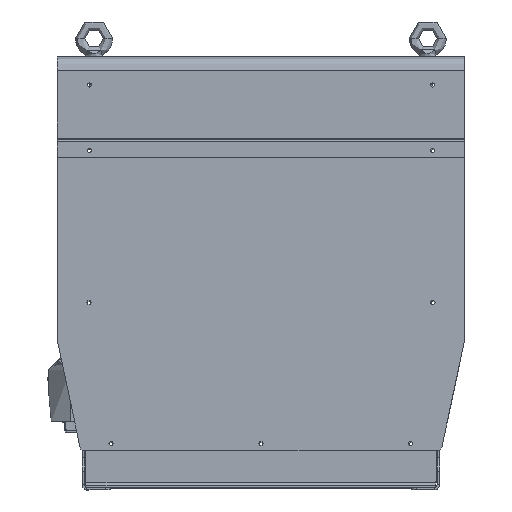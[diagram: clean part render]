
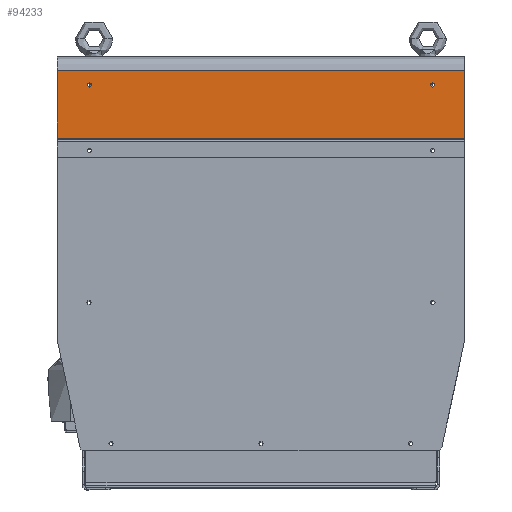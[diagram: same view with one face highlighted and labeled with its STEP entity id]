
A CAD part, top view. The second image highlights one B-rep face of the part: STEP entity #94233.
In plain terms, the highlighted planar face has unit normal (0, 0, 1).
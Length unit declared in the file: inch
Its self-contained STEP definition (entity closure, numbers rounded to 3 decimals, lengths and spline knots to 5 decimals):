
#1538 = CARTESIAN_POINT ( 'NONE',  ( -20.29695, 23.66359, 7.68237 ) ) ;
#1755 = VERTEX_POINT ( 'NONE', #1538 ) ;
#2481 = CARTESIAN_POINT ( 'NONE',  ( -0.24395, 22.8876, 7.68237 ) ) ;
#9741 = EDGE_LOOP ( 'NONE', ( #116811, #33414 ) ) ;
#9777 = FACE_BOUND ( 'NONE', #125218, .T. ) ;
#12847 = DIRECTION ( 'NONE',  ( 0., 1., 0. ) ) ;
#13648 = PLANE ( 'NONE',  #34545 ) ;
#14753 = AXIS2_PLACEMENT_3D ( 'NONE', #2481, #74840, #12847 ) ;
#15508 = LINE ( 'NONE', #27782, #122340 ) ;
#20881 = VERTEX_POINT ( 'NONE', #132747 ) ;
#24041 = DIRECTION ( 'NONE',  ( 0., 0., 1. ) ) ;
#24917 = CIRCLE ( 'NONE', #113672, 0.125 ) ;
#27316 = ORIENTED_EDGE ( 'NONE', *, *, #61835, .F. ) ;
#27398 = ORIENTED_EDGE ( 'NONE', *, *, #51925, .F. ) ;
#27782 = CARTESIAN_POINT ( 'NONE',  ( 1.45305, 20.03242, 7.68237 ) ) ;
#29204 = LINE ( 'NONE', #112067, #77812 ) ;
#31247 = ORIENTED_EDGE ( 'NONE', *, *, #46586, .T. ) ;
#33414 = ORIENTED_EDGE ( 'NONE', *, *, #113649, .F. ) ;
#34148 = VECTOR ( 'NONE', #109796, 39.37008 ) ;
#34545 = AXIS2_PLACEMENT_3D ( 'NONE', #43935, #24041, #96407 ) ;
#35414 = CARTESIAN_POINT ( 'NONE',  ( -0.24395, 22.8876, 7.68237 ) ) ;
#36853 = CARTESIAN_POINT ( 'NONE',  ( 1.45305, 23.66359, 7.68237 ) ) ;
#39425 = ORIENTED_EDGE ( 'NONE', *, *, #78554, .F. ) ;
#43935 = CARTESIAN_POINT ( 'NONE',  ( 1.45305, 43.89581, 7.68237 ) ) ;
#45818 = DIRECTION ( 'NONE',  ( 0., 1., 0. ) ) ;
#46586 = EDGE_CURVE ( 'NONE', #20881, #65379, #29204, .T. ) ;
#50221 = ORIENTED_EDGE ( 'NONE', *, *, #66463, .T. ) ;
#50315 = CARTESIAN_POINT ( 'NONE',  ( -18.59995, 22.8876, 7.68237 ) ) ;
#50332 = CARTESIAN_POINT ( 'NONE',  ( -0.24395, 23.0126, 7.68237 ) ) ;
#51925 = EDGE_CURVE ( 'NONE', #108034, #68953, #24917, .T. ) ;
#55374 = DIRECTION ( 'NONE',  ( 0., 0., 1. ) ) ;
#60711 = DIRECTION ( 'NONE',  ( 0., 1., 0. ) ) ;
#61658 = LINE ( 'NONE', #36853, #34148 ) ;
#61835 = EDGE_CURVE ( 'NONE', #20881, #65523, #15508, .T. ) ;
#65379 = VERTEX_POINT ( 'NONE', #108486 ) ;
#65523 = VERTEX_POINT ( 'NONE', #90324 ) ;
#65665 = EDGE_CURVE ( 'NONE', #81578, #94025, #76327, .T. ) ;
#66463 = EDGE_CURVE ( 'NONE', #1755, #65523, #132773, .T. ) ;
#66859 = DIRECTION ( 'NONE',  ( 0., -1., 0. ) ) ;
#68953 = VERTEX_POINT ( 'NONE', #104772 ) ;
#74326 = CIRCLE ( 'NONE', #106930, 0.125 ) ;
#74840 = DIRECTION ( 'NONE',  ( 0., 0., 1. ) ) ;
#74969 = CIRCLE ( 'NONE', #14753, 0.125 ) ;
#76327 = CIRCLE ( 'NONE', #106307, 0.125 ) ;
#77812 = VECTOR ( 'NONE', #81251, 39.37008 ) ;
#78554 = EDGE_CURVE ( 'NONE', #1755, #65379, #61658, .T. ) ;
#80118 = ORIENTED_EDGE ( 'NONE', *, *, #116390, .F. ) ;
#81251 = DIRECTION ( 'NONE',  ( 0., 1., 0. ) ) ;
#81578 = VERTEX_POINT ( 'NONE', #107648 ) ;
#89064 = FACE_BOUND ( 'NONE', #9741, .T. ) ;
#90324 = CARTESIAN_POINT ( 'NONE',  ( -20.29695, 20.03242, 7.68237 ) ) ;
#94025 = VERTEX_POINT ( 'NONE', #50332 ) ;
#94233 = ADVANCED_FACE ( 'NONE', ( #9777, #89064, #116617 ), #13648, .T. ) ;
#96407 = DIRECTION ( 'NONE',  ( -1., 0., 0. ) ) ;
#100235 = DIRECTION ( 'NONE',  ( -1., 0., 0. ) ) ;
#104772 = CARTESIAN_POINT ( 'NONE',  ( -18.59995, 23.0126, 7.68237 ) ) ;
#105310 = VECTOR ( 'NONE', #66859, 39.37008 ) ;
#106307 = AXIS2_PLACEMENT_3D ( 'NONE', #35414, #107869, #45818 ) ;
#106723 = CARTESIAN_POINT ( 'NONE',  ( -20.29695, 19.51381, 7.68237 ) ) ;
#106930 = AXIS2_PLACEMENT_3D ( 'NONE', #50315, #122726, #60711 ) ;
#107648 = CARTESIAN_POINT ( 'NONE',  ( -0.24395, 22.7626, 7.68237 ) ) ;
#107869 = DIRECTION ( 'NONE',  ( 0., 0., 1. ) ) ;
#108034 = VERTEX_POINT ( 'NONE', #133664 ) ;
#108486 = CARTESIAN_POINT ( 'NONE',  ( 1.45305, 23.66359, 7.68237 ) ) ;
#109796 = DIRECTION ( 'NONE',  ( 1., 0., 0. ) ) ;
#112067 = CARTESIAN_POINT ( 'NONE',  ( 1.45305, 19.51381, 7.68237 ) ) ;
#113649 = EDGE_CURVE ( 'NONE', #94025, #81578, #74969, .T. ) ;
#113672 = AXIS2_PLACEMENT_3D ( 'NONE', #117437, #55374, #127805 ) ;
#116390 = EDGE_CURVE ( 'NONE', #68953, #108034, #74326, .T. ) ;
#116617 = FACE_OUTER_BOUND ( 'NONE', #118599, .T. ) ;
#116811 = ORIENTED_EDGE ( 'NONE', *, *, #65665, .F. ) ;
#117437 = CARTESIAN_POINT ( 'NONE',  ( -18.59995, 22.8876, 7.68237 ) ) ;
#118599 = EDGE_LOOP ( 'NONE', ( #50221, #27316, #31247, #39425 ) ) ;
#122340 = VECTOR ( 'NONE', #100235, 39.37008 ) ;
#122726 = DIRECTION ( 'NONE',  ( 0., 0., 1. ) ) ;
#125218 = EDGE_LOOP ( 'NONE', ( #27398, #80118 ) ) ;
#127805 = DIRECTION ( 'NONE',  ( 0., 1., 0. ) ) ;
#132747 = CARTESIAN_POINT ( 'NONE',  ( 1.45305, 20.03242, 7.68237 ) ) ;
#132773 = LINE ( 'NONE', #106723, #105310 ) ;
#133664 = CARTESIAN_POINT ( 'NONE',  ( -18.59995, 22.7626, 7.68237 ) ) ;
